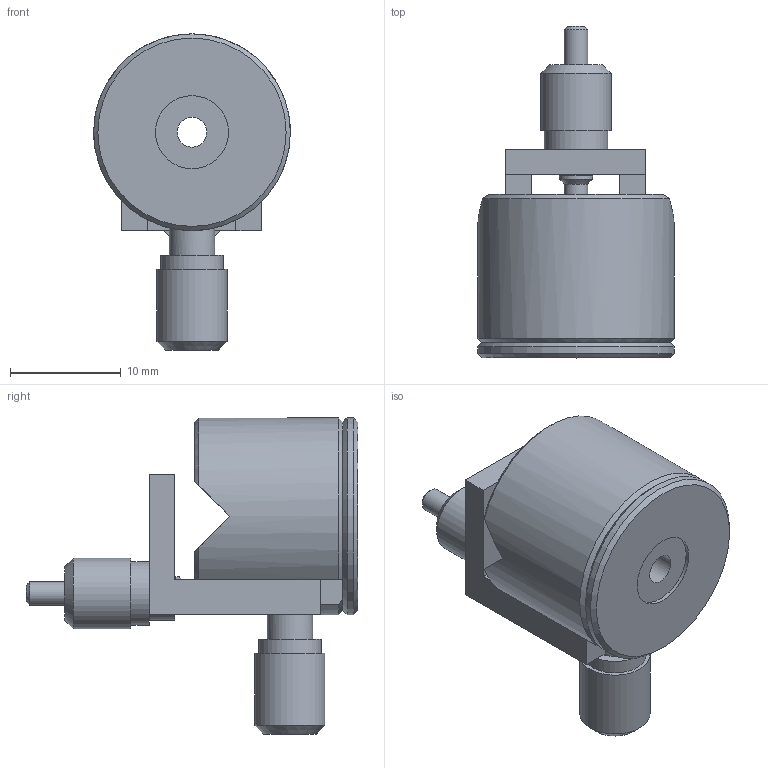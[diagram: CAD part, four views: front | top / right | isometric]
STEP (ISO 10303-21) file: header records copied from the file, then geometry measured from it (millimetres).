
FILE_DESCRIPTION (( 'STEP AP203' ), '1' );
FILE_NAME ('14050000_step.STEP', '2018-05-17T20:06:07', ( '' ), ( '' ), 'SwSTEP 2.0', 'SolidWorks 2016', '' );
FILE_SCHEMA (( 'CONFIG_CONTROL_DESIGN' ));
Length unit declared in the file: inch
Products named in the file (1): 14050000_step
Bounding box: 17.78 x 30 x 28.58 mm (x, y, z)
Volume: 4303.1 mm3; surface area: 4027.6 mm2
Topology: 4 solids, 5 shells, 87 faces, 189 edges, 123 vertices
Faces by surface type: plane 41, cylinder 26, cone 20
Full cylindrical faces by diameter (mm): 1.778 x2, 2.117 x1, 2.489 x1, 2.692 x1, 2.794 x1, 2.997 x1, 3.556 x1, 4.089 x2, 4.369 x2, 4.75 x1, 4.826 x1, 5.652 x1, 5.715 x1, 6.35 x2, 6.604 x1, 11.366 x2, 11.417 x1, 17.78 x1
Entity records: 2371 total; most frequent: CARTESIAN_POINT 564, DIRECTION 364, ORIENTED_EDGE 288, AXIS2_PLACEMENT_3D 157, EDGE_CURVE 144, EDGE_LOOP 143, VERTEX_POINT 115, FACE_OUTER_BOUND 110
